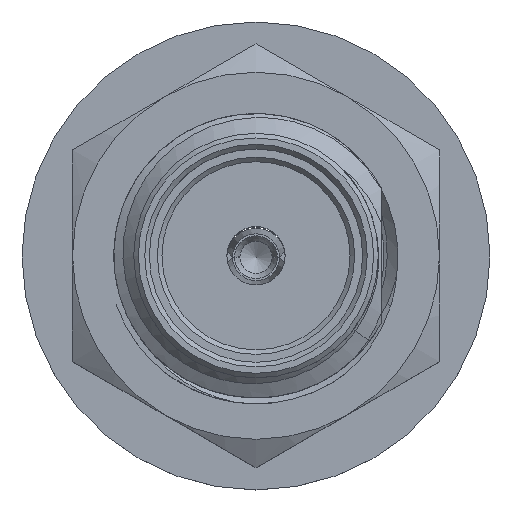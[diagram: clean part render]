
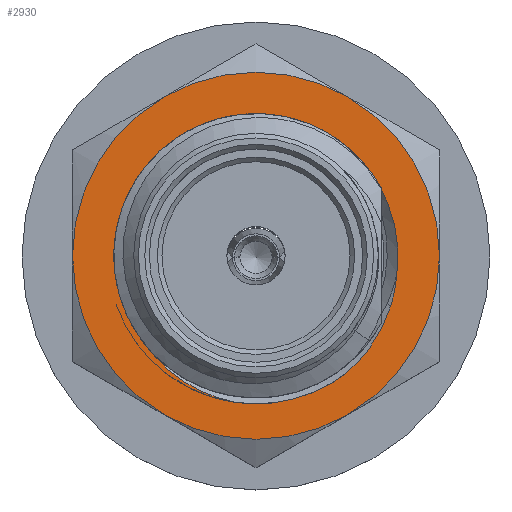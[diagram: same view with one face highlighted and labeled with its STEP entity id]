
A CAD part, top view. The second image highlights one B-rep face of the part: STEP entity #2930.
In plain terms, the highlighted planar face has unit normal (0, 0, 1).
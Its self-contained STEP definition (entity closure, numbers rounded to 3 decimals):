
#462=B_SPLINE_CURVE_WITH_KNOTS('',3,(#8680,#8681,#8682,#8683),
 .UNSPECIFIED.,.F.,.F.,(4,4),(0.,1.),.UNSPECIFIED.);
#491=B_SPLINE_CURVE_WITH_KNOTS('',3,(#9212,#9213,#9214,#9215),
 .UNSPECIFIED.,.F.,.F.,(4,4),(0.,1.),.UNSPECIFIED.);
#495=B_SPLINE_CURVE_WITH_KNOTS('',3,(#9501,#9502,#9503,#9504),
 .UNSPECIFIED.,.F.,.F.,(4,4),(0.,1.),.UNSPECIFIED.);
#496=B_SPLINE_CURVE_WITH_KNOTS('',3,(#9508,#9509,#9510,#9511),
 .UNSPECIFIED.,.F.,.F.,(4,4),(0.,1.),.UNSPECIFIED.);
#1391=ORIENTED_EDGE('',*,*,#1873,.T.);
#1392=ORIENTED_EDGE('',*,*,#1878,.T.);
#1393=ORIENTED_EDGE('',*,*,#1835,.T.);
#1394=ORIENTED_EDGE('',*,*,#1879,.T.);
#1395=ORIENTED_EDGE('',*,*,#1880,.T.);
#1396=ORIENTED_EDGE('',*,*,#1881,.T.);
#1397=ORIENTED_EDGE('',*,*,#1882,.T.);
#1398=ORIENTED_EDGE('',*,*,#1883,.T.);
#1399=ORIENTED_EDGE('',*,*,#1884,.T.);
#1400=ORIENTED_EDGE('',*,*,#1885,.T.);
#1401=ORIENTED_EDGE('',*,*,#1886,.T.);
#1835=EDGE_CURVE('',#2159,#2158,#462,.T.);
#1873=EDGE_CURVE('',#2180,#2179,#491,.T.);
#1878=EDGE_CURVE('',#2179,#2159,#495,.T.);
#1879=EDGE_CURVE('',#2158,#2183,#2301,.T.);
#1880=EDGE_CURVE('',#2183,#2180,#496,.T.);
#1881=EDGE_CURVE('',#2184,#2185,#2302,.T.);
#1882=EDGE_CURVE('',#2185,#2186,#2303,.T.);
#1883=EDGE_CURVE('',#2186,#2187,#2304,.T.);
#1884=EDGE_CURVE('',#2187,#2188,#2305,.T.);
#1885=EDGE_CURVE('',#2188,#2189,#2306,.T.);
#1886=EDGE_CURVE('',#2189,#2184,#2307,.T.);
#2158=VERTEX_POINT('',#8679);
#2159=VERTEX_POINT('',#8684);
#2179=VERTEX_POINT('',#9211);
#2180=VERTEX_POINT('',#9216);
#2183=VERTEX_POINT('',#9507);
#2184=VERTEX_POINT('',#9513);
#2185=VERTEX_POINT('',#9514);
#2186=VERTEX_POINT('',#9516);
#2187=VERTEX_POINT('',#9518);
#2188=VERTEX_POINT('',#9520);
#2189=VERTEX_POINT('',#9522);
#2301=CIRCLE('',#3215,3.095);
#2302=CIRCLE('',#3216,4.);
#2303=CIRCLE('',#3217,4.);
#2304=CIRCLE('',#3218,4.);
#2305=CIRCLE('',#3219,4.);
#2306=CIRCLE('',#3220,4.);
#2307=CIRCLE('',#3221,4.);
#2488=EDGE_LOOP('',(#1391,#1392,#1393,#1394,#1395));
#2489=EDGE_LOOP('',(#1396,#1397,#1398,#1399,#1400,#1401));
#2690=FACE_BOUND('',#2488,.T.);
#2691=FACE_BOUND('',#2489,.T.);
#2769=PLANE('',#3214);
#2930=ADVANCED_FACE('',(#2690,#2691),#2769,.T.);
#3214=AXIS2_PLACEMENT_3D('',#9505,#3848,#3849);
#3215=AXIS2_PLACEMENT_3D('',#9506,#3850,#3851);
#3216=AXIS2_PLACEMENT_3D('',#9512,#3852,#3853);
#3217=AXIS2_PLACEMENT_3D('',#9515,#3854,#3855);
#3218=AXIS2_PLACEMENT_3D('',#9517,#3856,#3857);
#3219=AXIS2_PLACEMENT_3D('',#9519,#3858,#3859);
#3220=AXIS2_PLACEMENT_3D('',#9521,#3860,#3861);
#3221=AXIS2_PLACEMENT_3D('',#9523,#3862,#3863);
#3848=DIRECTION('',(0.,0.,1.));
#3849=DIRECTION('',(0.,1.,0.));
#3850=DIRECTION('',(0.,0.,-1.));
#3851=DIRECTION('',(-0.795,-0.607,0.));
#3852=DIRECTION('',(0.,0.,1.));
#3853=DIRECTION('',(0.5,-0.866,0.));
#3854=DIRECTION('',(0.,0.,1.));
#3855=DIRECTION('',(1.,0.,0.));
#3856=DIRECTION('',(0.,0.,1.));
#3857=DIRECTION('',(0.5,0.866,0.));
#3858=DIRECTION('',(0.,0.,1.));
#3859=DIRECTION('',(-0.5,0.866,0.));
#3860=DIRECTION('',(0.,0.,1.));
#3861=DIRECTION('',(-1.,0.,0.));
#3862=DIRECTION('',(0.,0.,1.));
#3863=DIRECTION('',(-0.5,-0.866,0.));
#8679=CARTESIAN_POINT('',(-2.46,-1.878,3.281));
#8680=CARTESIAN_POINT('',(-0.415,-3.201,3.281));
#8681=CARTESIAN_POINT('',(-1.245,-3.049,3.281));
#8682=CARTESIAN_POINT('',(-1.995,-2.561,3.281));
#8683=CARTESIAN_POINT('',(-2.46,-1.878,3.281));
#8684=CARTESIAN_POINT('',(-0.415,-3.201,3.281));
#9211=CARTESIAN_POINT('',(1.974,-2.554,3.281));
#9212=CARTESIAN_POINT('',(2.937,-1.094,3.281));
#9213=CARTESIAN_POINT('',(2.76,-1.66,3.281));
#9214=CARTESIAN_POINT('',(2.426,-2.165,3.281));
#9215=CARTESIAN_POINT('',(1.974,-2.554,3.281));
#9216=CARTESIAN_POINT('',(2.937,-1.094,3.281));
#9501=CARTESIAN_POINT('',(1.974,-2.554,3.281));
#9502=CARTESIAN_POINT('',(1.303,-3.072,3.281));
#9503=CARTESIAN_POINT('',(0.429,-3.31,3.281));
#9504=CARTESIAN_POINT('',(-0.415,-3.201,3.281));
#9505=CARTESIAN_POINT('',(0.,0.,3.281));
#9506=CARTESIAN_POINT('',(0.,0.,3.281));
#9507=CARTESIAN_POINT('',(3.072,-0.38,3.281));
#9508=CARTESIAN_POINT('',(3.072,-0.38,3.281));
#9509=CARTESIAN_POINT('',(3.055,-0.622,3.281));
#9510=CARTESIAN_POINT('',(3.01,-0.86,3.281));
#9511=CARTESIAN_POINT('',(2.937,-1.094,3.281));
#9512=CARTESIAN_POINT('',(0.,0.,3.281));
#9513=CARTESIAN_POINT('',(2.,-3.464,3.281));
#9514=CARTESIAN_POINT('',(4.,0.,3.281));
#9515=CARTESIAN_POINT('',(0.,0.,3.281));
#9516=CARTESIAN_POINT('',(2.,3.464,3.281));
#9517=CARTESIAN_POINT('',(0.,0.,3.281));
#9518=CARTESIAN_POINT('',(-2.,3.464,3.281));
#9519=CARTESIAN_POINT('',(0.,0.,3.281));
#9520=CARTESIAN_POINT('',(-4.,0.,3.281));
#9521=CARTESIAN_POINT('',(0.,0.,3.281));
#9522=CARTESIAN_POINT('',(-2.,-3.464,3.281));
#9523=CARTESIAN_POINT('',(0.,0.,3.281));
